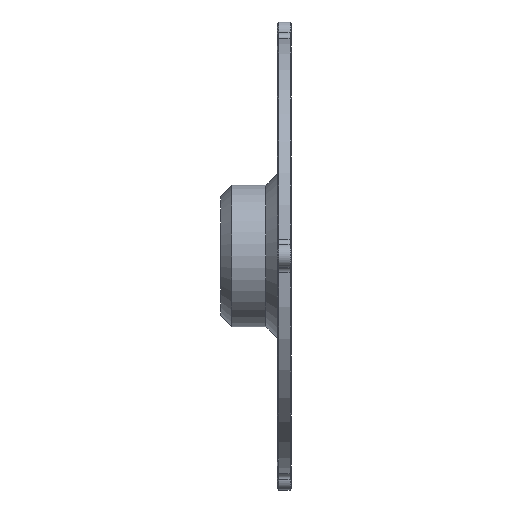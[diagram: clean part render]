
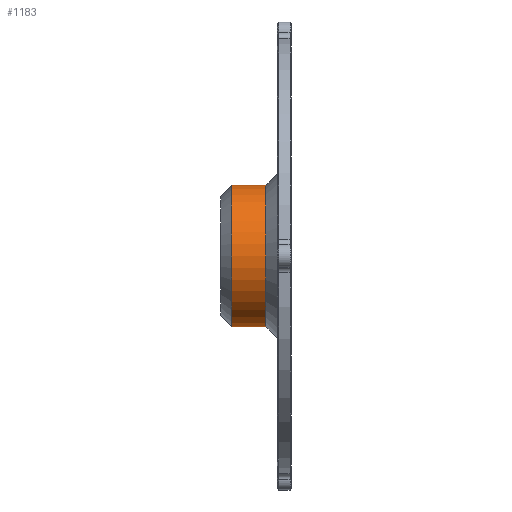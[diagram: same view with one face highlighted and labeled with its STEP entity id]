
A CAD part, left-side view. The second image highlights one B-rep face of the part: STEP entity #1183.
In plain terms, the highlighted cylindrical face has radius 25 mm (diameter 50 mm), a partial arc.
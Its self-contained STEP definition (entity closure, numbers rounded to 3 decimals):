
#83 = ORIENTED_EDGE ( 'NONE', *, *, #937, .T. ) ;
#183 = DIRECTION ( 'NONE',  ( 0., -1., 0. ) ) ;
#205 = VERTEX_POINT ( 'NONE', #2241 ) ;
#257 = CARTESIAN_POINT ( 'NONE',  ( 0., 21., 0. ) ) ;
#299 = CARTESIAN_POINT ( 'NONE',  ( 0., 9., 0. ) ) ;
#310 = VECTOR ( 'NONE', #634, 1000. ) ;
#364 = LINE ( 'NONE', #1748, #310 ) ;
#486 = CIRCLE ( 'NONE', #1221, 25. ) ;
#567 = ORIENTED_EDGE ( 'NONE', *, *, #2013, .F. ) ;
#575 = CIRCLE ( 'NONE', #1848, 25. ) ;
#634 = DIRECTION ( 'NONE',  ( 0., -1., 0. ) ) ;
#759 = VERTEX_POINT ( 'NONE', #1835 ) ;
#826 = DIRECTION ( 'NONE',  ( 0., 0., -1. ) ) ;
#937 = EDGE_CURVE ( 'NONE', #759, #1386, #364, .T. ) ;
#1103 = CYLINDRICAL_SURFACE ( 'NONE', #1207, 25. ) ;
#1172 = LINE ( 'NONE', #2296, #1698 ) ;
#1183 = ADVANCED_FACE ( 'NONE', ( #2116 ), #1103, .T. ) ;
#1207 = AXIS2_PLACEMENT_3D ( 'NONE', #2193, #183, #2381 ) ;
#1221 = AXIS2_PLACEMENT_3D ( 'NONE', #257, #2289, #826 ) ;
#1232 = VERTEX_POINT ( 'NONE', #1677 ) ;
#1386 = VERTEX_POINT ( 'NONE', #1706 ) ;
#1412 = EDGE_LOOP ( 'NONE', ( #567, #1500, #83, #2360 ) ) ;
#1450 = EDGE_CURVE ( 'NONE', #1232, #759, #486, .T. ) ;
#1500 = ORIENTED_EDGE ( 'NONE', *, *, #1450, .T. ) ;
#1530 = EDGE_CURVE ( 'NONE', #1386, #205, #575, .T. ) ;
#1564 = DIRECTION ( 'NONE',  ( 0., -1., 0. ) ) ;
#1677 = CARTESIAN_POINT ( 'NONE',  ( 0., 21., 25. ) ) ;
#1698 = VECTOR ( 'NONE', #1564, 1000. ) ;
#1706 = CARTESIAN_POINT ( 'NONE',  ( 0., 9., -25. ) ) ;
#1748 = CARTESIAN_POINT ( 'NONE',  ( 0., 0., -25. ) ) ;
#1835 = CARTESIAN_POINT ( 'NONE',  ( 0., 21., -25. ) ) ;
#1848 = AXIS2_PLACEMENT_3D ( 'NONE', #299, #2152, #2146 ) ;
#2013 = EDGE_CURVE ( 'NONE', #1232, #205, #1172, .T. ) ;
#2116 = FACE_OUTER_BOUND ( 'NONE', #1412, .T. ) ;
#2146 = DIRECTION ( 'NONE',  ( 0., 0., 1. ) ) ;
#2152 = DIRECTION ( 'NONE',  ( 0., 1., 0. ) ) ;
#2193 = CARTESIAN_POINT ( 'NONE',  ( 0., 0., 0. ) ) ;
#2241 = CARTESIAN_POINT ( 'NONE',  ( 0., 9., 25. ) ) ;
#2289 = DIRECTION ( 'NONE',  ( 0., -1., 0. ) ) ;
#2296 = CARTESIAN_POINT ( 'NONE',  ( 0., 0., 25. ) ) ;
#2360 = ORIENTED_EDGE ( 'NONE', *, *, #1530, .T. ) ;
#2381 = DIRECTION ( 'NONE',  ( 0., 0., -1. ) ) ;
